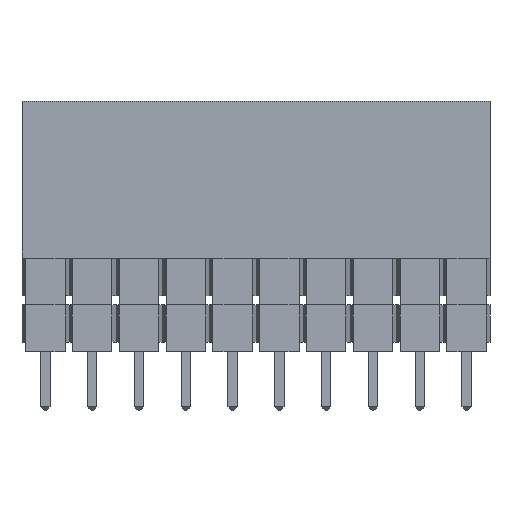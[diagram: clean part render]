
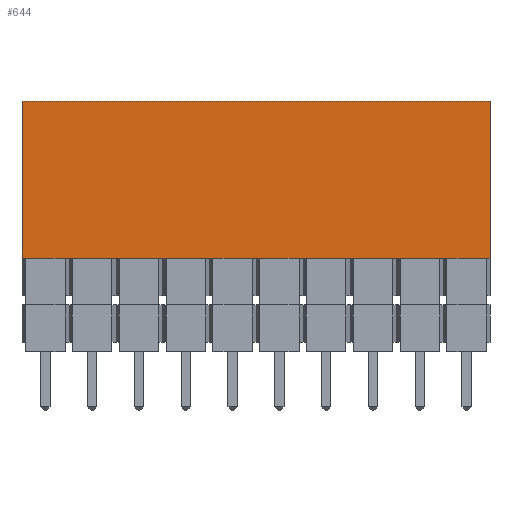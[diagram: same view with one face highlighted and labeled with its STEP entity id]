
A CAD part, front view. The second image highlights one B-rep face of the part: STEP entity #644.
In plain terms, the highlighted planar face has unit normal (0, -1, 0).
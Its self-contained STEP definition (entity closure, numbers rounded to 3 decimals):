
#22 = VERTEX_POINT('',#23);
#23 = CARTESIAN_POINT('',(-1.27,-1.27,13.58));
#31 = EDGE_CURVE('',#22,#32,#34,.T.);
#32 = VERTEX_POINT('',#33);
#33 = CARTESIAN_POINT('',(24.13,-1.27,13.58));
#34 = LINE('',#35,#36);
#35 = CARTESIAN_POINT('',(-1.27,-1.27,13.58));
#36 = VECTOR('',#37,1.);
#37 = DIRECTION('',(1.,0.,0.));
#402 = EDGE_CURVE('',#403,#22,#405,.T.);
#403 = VERTEX_POINT('',#404);
#404 = CARTESIAN_POINT('',(-1.27,-1.27,5.08));
#405 = LINE('',#406,#407);
#406 = CARTESIAN_POINT('',(-1.27,-1.27,5.08));
#407 = VECTOR('',#408,1.);
#408 = DIRECTION('',(0.,0.,1.));
#644 = ADVANCED_FACE('',(#645),#823,.F.);
#645 = FACE_BOUND('',#646,.F.);
#646 = EDGE_LOOP('',(#647,#655,#656,#657,#665,#673,#681,#689,#697,#705,
    #713,#721,#729,#737,#745,#753,#761,#769,#777,#785,#793,#801,#809,
    #817));
#647 = ORIENTED_EDGE('',*,*,#648,.F.);
#648 = EDGE_CURVE('',#403,#649,#651,.T.);
#649 = VERTEX_POINT('',#650);
#650 = CARTESIAN_POINT('',(-1.07,-1.27,5.08));
#651 = LINE('',#652,#653);
#652 = CARTESIAN_POINT('',(-1.27,-1.27,5.08));
#653 = VECTOR('',#654,1.);
#654 = DIRECTION('',(1.,0.,0.));
#655 = ORIENTED_EDGE('',*,*,#402,.T.);
#656 = ORIENTED_EDGE('',*,*,#31,.T.);
#657 = ORIENTED_EDGE('',*,*,#658,.F.);
#658 = EDGE_CURVE('',#659,#32,#661,.T.);
#659 = VERTEX_POINT('',#660);
#660 = CARTESIAN_POINT('',(24.13,-1.27,5.08));
#661 = LINE('',#662,#663);
#662 = CARTESIAN_POINT('',(24.13,-1.27,5.08));
#663 = VECTOR('',#664,1.);
#664 = DIRECTION('',(0.,0.,1.));
#665 = ORIENTED_EDGE('',*,*,#666,.F.);
#666 = EDGE_CURVE('',#667,#659,#669,.T.);
#667 = VERTEX_POINT('',#668);
#668 = CARTESIAN_POINT('',(23.93,-1.27,5.08));
#669 = LINE('',#670,#671);
#670 = CARTESIAN_POINT('',(-1.27,-1.27,5.08));
#671 = VECTOR('',#672,1.);
#672 = DIRECTION('',(1.,0.,0.));
#673 = ORIENTED_EDGE('',*,*,#674,.F.);
#674 = EDGE_CURVE('',#675,#667,#677,.T.);
#675 = VERTEX_POINT('',#676);
#676 = CARTESIAN_POINT('',(21.79,-1.27,5.08));
#677 = LINE('',#678,#679);
#678 = CARTESIAN_POINT('',(21.59,-1.27,5.08));
#679 = VECTOR('',#680,1.);
#680 = DIRECTION('',(1.,0.,0.));
#681 = ORIENTED_EDGE('',*,*,#682,.F.);
#682 = EDGE_CURVE('',#683,#675,#685,.T.);
#683 = VERTEX_POINT('',#684);
#684 = CARTESIAN_POINT('',(21.39,-1.27,5.08));
#685 = LINE('',#686,#687);
#686 = CARTESIAN_POINT('',(-1.27,-1.27,5.08));
#687 = VECTOR('',#688,1.);
#688 = DIRECTION('',(1.,0.,0.));
#689 = ORIENTED_EDGE('',*,*,#690,.F.);
#690 = EDGE_CURVE('',#691,#683,#693,.T.);
#691 = VERTEX_POINT('',#692);
#692 = CARTESIAN_POINT('',(19.25,-1.27,5.08));
#693 = LINE('',#694,#695);
#694 = CARTESIAN_POINT('',(19.05,-1.27,5.08));
#695 = VECTOR('',#696,1.);
#696 = DIRECTION('',(1.,0.,0.));
#697 = ORIENTED_EDGE('',*,*,#698,.F.);
#698 = EDGE_CURVE('',#699,#691,#701,.T.);
#699 = VERTEX_POINT('',#700);
#700 = CARTESIAN_POINT('',(18.85,-1.27,5.08));
#701 = LINE('',#702,#703);
#702 = CARTESIAN_POINT('',(-1.27,-1.27,5.08));
#703 = VECTOR('',#704,1.);
#704 = DIRECTION('',(1.,0.,0.));
#705 = ORIENTED_EDGE('',*,*,#706,.F.);
#706 = EDGE_CURVE('',#707,#699,#709,.T.);
#707 = VERTEX_POINT('',#708);
#708 = CARTESIAN_POINT('',(16.71,-1.27,5.08));
#709 = LINE('',#710,#711);
#710 = CARTESIAN_POINT('',(16.51,-1.27,5.08));
#711 = VECTOR('',#712,1.);
#712 = DIRECTION('',(1.,0.,0.));
#713 = ORIENTED_EDGE('',*,*,#714,.F.);
#714 = EDGE_CURVE('',#715,#707,#717,.T.);
#715 = VERTEX_POINT('',#716);
#716 = CARTESIAN_POINT('',(16.31,-1.27,5.08));
#717 = LINE('',#718,#719);
#718 = CARTESIAN_POINT('',(-1.27,-1.27,5.08));
#719 = VECTOR('',#720,1.);
#720 = DIRECTION('',(1.,0.,0.));
#721 = ORIENTED_EDGE('',*,*,#722,.F.);
#722 = EDGE_CURVE('',#723,#715,#725,.T.);
#723 = VERTEX_POINT('',#724);
#724 = CARTESIAN_POINT('',(14.17,-1.27,5.08));
#725 = LINE('',#726,#727);
#726 = CARTESIAN_POINT('',(13.97,-1.27,5.08));
#727 = VECTOR('',#728,1.);
#728 = DIRECTION('',(1.,0.,0.));
#729 = ORIENTED_EDGE('',*,*,#730,.F.);
#730 = EDGE_CURVE('',#731,#723,#733,.T.);
#731 = VERTEX_POINT('',#732);
#732 = CARTESIAN_POINT('',(13.77,-1.27,5.08));
#733 = LINE('',#734,#735);
#734 = CARTESIAN_POINT('',(-1.27,-1.27,5.08));
#735 = VECTOR('',#736,1.);
#736 = DIRECTION('',(1.,0.,0.));
#737 = ORIENTED_EDGE('',*,*,#738,.F.);
#738 = EDGE_CURVE('',#739,#731,#741,.T.);
#739 = VERTEX_POINT('',#740);
#740 = CARTESIAN_POINT('',(11.63,-1.27,5.08));
#741 = LINE('',#742,#743);
#742 = CARTESIAN_POINT('',(11.43,-1.27,5.08));
#743 = VECTOR('',#744,1.);
#744 = DIRECTION('',(1.,0.,0.));
#745 = ORIENTED_EDGE('',*,*,#746,.F.);
#746 = EDGE_CURVE('',#747,#739,#749,.T.);
#747 = VERTEX_POINT('',#748);
#748 = CARTESIAN_POINT('',(11.23,-1.27,5.08));
#749 = LINE('',#750,#751);
#750 = CARTESIAN_POINT('',(-1.27,-1.27,5.08));
#751 = VECTOR('',#752,1.);
#752 = DIRECTION('',(1.,0.,0.));
#753 = ORIENTED_EDGE('',*,*,#754,.F.);
#754 = EDGE_CURVE('',#755,#747,#757,.T.);
#755 = VERTEX_POINT('',#756);
#756 = CARTESIAN_POINT('',(9.09,-1.27,5.08));
#757 = LINE('',#758,#759);
#758 = CARTESIAN_POINT('',(8.89,-1.27,5.08));
#759 = VECTOR('',#760,1.);
#760 = DIRECTION('',(1.,0.,0.));
#761 = ORIENTED_EDGE('',*,*,#762,.F.);
#762 = EDGE_CURVE('',#763,#755,#765,.T.);
#763 = VERTEX_POINT('',#764);
#764 = CARTESIAN_POINT('',(8.69,-1.27,5.08));
#765 = LINE('',#766,#767);
#766 = CARTESIAN_POINT('',(-1.27,-1.27,5.08));
#767 = VECTOR('',#768,1.);
#768 = DIRECTION('',(1.,0.,0.));
#769 = ORIENTED_EDGE('',*,*,#770,.F.);
#770 = EDGE_CURVE('',#771,#763,#773,.T.);
#771 = VERTEX_POINT('',#772);
#772 = CARTESIAN_POINT('',(6.55,-1.27,5.08));
#773 = LINE('',#774,#775);
#774 = CARTESIAN_POINT('',(6.35,-1.27,5.08));
#775 = VECTOR('',#776,1.);
#776 = DIRECTION('',(1.,0.,0.));
#777 = ORIENTED_EDGE('',*,*,#778,.F.);
#778 = EDGE_CURVE('',#779,#771,#781,.T.);
#779 = VERTEX_POINT('',#780);
#780 = CARTESIAN_POINT('',(6.15,-1.27,5.08));
#781 = LINE('',#782,#783);
#782 = CARTESIAN_POINT('',(-1.27,-1.27,5.08));
#783 = VECTOR('',#784,1.);
#784 = DIRECTION('',(1.,0.,0.));
#785 = ORIENTED_EDGE('',*,*,#786,.F.);
#786 = EDGE_CURVE('',#787,#779,#789,.T.);
#787 = VERTEX_POINT('',#788);
#788 = CARTESIAN_POINT('',(4.01,-1.27,5.08));
#789 = LINE('',#790,#791);
#790 = CARTESIAN_POINT('',(3.81,-1.27,5.08));
#791 = VECTOR('',#792,1.);
#792 = DIRECTION('',(1.,0.,0.));
#793 = ORIENTED_EDGE('',*,*,#794,.F.);
#794 = EDGE_CURVE('',#795,#787,#797,.T.);
#795 = VERTEX_POINT('',#796);
#796 = CARTESIAN_POINT('',(3.61,-1.27,5.08));
#797 = LINE('',#798,#799);
#798 = CARTESIAN_POINT('',(-1.27,-1.27,5.08));
#799 = VECTOR('',#800,1.);
#800 = DIRECTION('',(1.,0.,0.));
#801 = ORIENTED_EDGE('',*,*,#802,.F.);
#802 = EDGE_CURVE('',#803,#795,#805,.T.);
#803 = VERTEX_POINT('',#804);
#804 = CARTESIAN_POINT('',(1.47,-1.27,5.08));
#805 = LINE('',#806,#807);
#806 = CARTESIAN_POINT('',(1.27,-1.27,5.08));
#807 = VECTOR('',#808,1.);
#808 = DIRECTION('',(1.,0.,0.));
#809 = ORIENTED_EDGE('',*,*,#810,.F.);
#810 = EDGE_CURVE('',#811,#803,#813,.T.);
#811 = VERTEX_POINT('',#812);
#812 = CARTESIAN_POINT('',(1.07,-1.27,5.08));
#813 = LINE('',#814,#815);
#814 = CARTESIAN_POINT('',(-1.27,-1.27,5.08));
#815 = VECTOR('',#816,1.);
#816 = DIRECTION('',(1.,0.,0.));
#817 = ORIENTED_EDGE('',*,*,#818,.F.);
#818 = EDGE_CURVE('',#649,#811,#819,.T.);
#819 = LINE('',#820,#821);
#820 = CARTESIAN_POINT('',(-1.27,-1.27,5.08));
#821 = VECTOR('',#822,1.);
#822 = DIRECTION('',(1.,0.,0.));
#823 = PLANE('',#824);
#824 = AXIS2_PLACEMENT_3D('',#825,#826,#827);
#825 = CARTESIAN_POINT('',(-1.27,-1.27,5.08));
#826 = DIRECTION('',(0.,1.,0.));
#827 = DIRECTION('',(0.,0.,1.));
